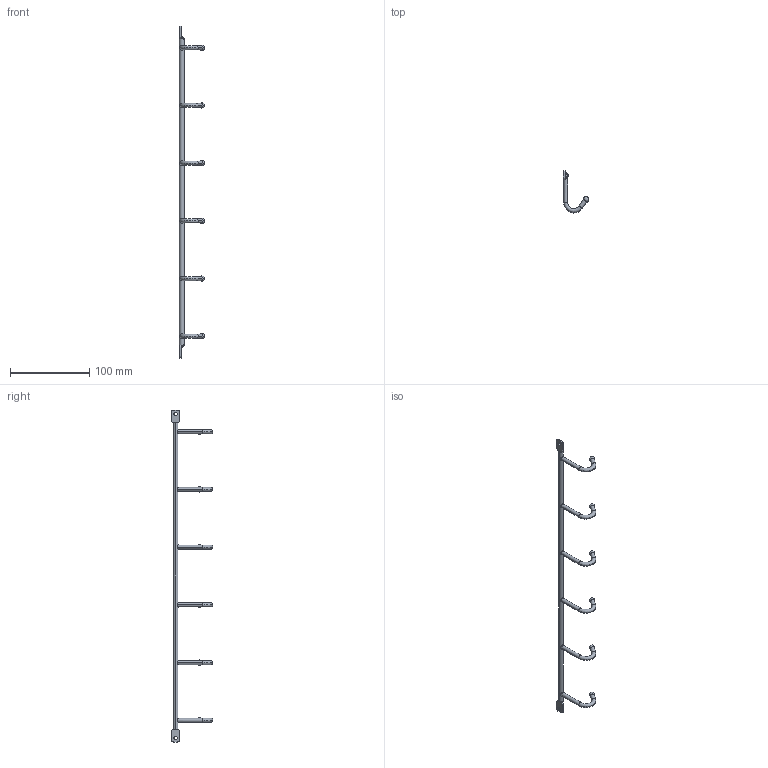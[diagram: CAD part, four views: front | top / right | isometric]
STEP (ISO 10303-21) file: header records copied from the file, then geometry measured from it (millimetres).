
FILE_DESCRIPTION(('Creo Elements/Direct Modeling STEP Export'),'2;1');
FILE_NAME('2081-420.stp','2024-09-23T12:41:11',(''),(''),'Creo Elements/Direct Modeling STEP processor for AP214 (Solid Model)','Creo Elements/Direct Modeling 20.0 12-Nov-2016 (C) Parametric Technology GmbH','');
FILE_SCHEMA(('AUTOMOTIVE_DESIGN { 1 0 10303 214 1 1 1 1 }'));
Length unit declared in the file: millimetre
Products named in the file (2): FE-9965
Assembly tree (1 placements, depth 2):
  FE-9965
    FE-9965
Bounding box: 31.8 x 52.48 x 420 mm (x, y, z)
Volume: 20518.7 mm3; surface area: 15113.7 mm2
Topology: 1 solids, 1 shells, 136 faces, 346 edges, 202 vertices
Faces by surface type: cylinder 58, bspline 26, torus 20, plane 20, sphere 12
Entity records: 22027 total; most frequent: CARTESIAN_POINT 19208, ORIENTED_EDGE 660, DIRECTION 496, EDGE_CURVE 330, VERTEX_POINT 202, AXIS2_PLACEMENT_3D 198, EDGE_LOOP 146, FACE_OUTER_BOUND 136
